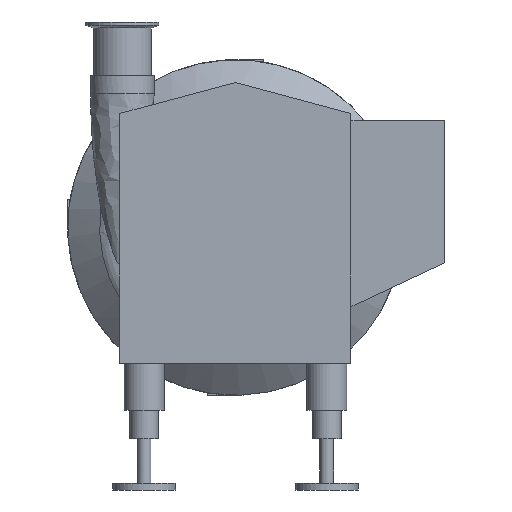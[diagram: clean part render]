
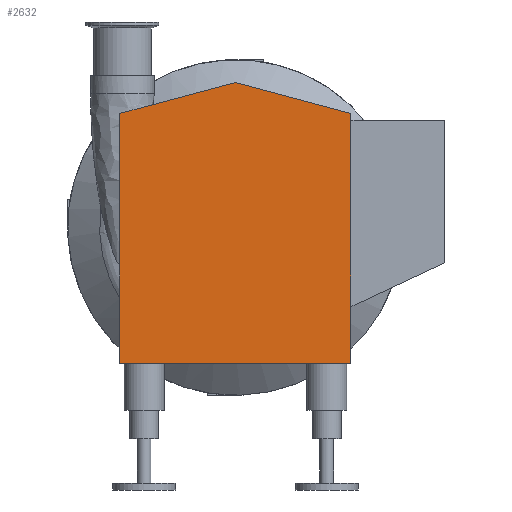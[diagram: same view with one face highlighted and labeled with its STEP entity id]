
A CAD part, left-side view. The second image highlights one B-rep face of the part: STEP entity #2632.
In plain terms, the highlighted planar face has unit normal (-1, 0, 0).
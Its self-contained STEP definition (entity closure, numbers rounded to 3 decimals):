
#389=FACE_OUTER_BOUND('',#568,.T.);
#568=EDGE_LOOP('',(#2303,#2304,#2305,#2306,#2307));
#797=LINE('',#4672,#1021);
#798=LINE('',#4674,#1022);
#799=LINE('',#4676,#1023);
#800=LINE('',#4678,#1024);
#801=LINE('',#4679,#1025);
#1021=VECTOR('',#3686,10.);
#1022=VECTOR('',#3687,10.);
#1023=VECTOR('',#3688,10.);
#1024=VECTOR('',#3689,10.);
#1025=VECTOR('',#3690,10.);
#1259=VERTEX_POINT('',#4670);
#1260=VERTEX_POINT('',#4671);
#1261=VERTEX_POINT('',#4673);
#1262=VERTEX_POINT('',#4675);
#1263=VERTEX_POINT('',#4677);
#1616=EDGE_CURVE('',#1259,#1260,#797,.T.);
#1617=EDGE_CURVE('',#1261,#1259,#798,.T.);
#1618=EDGE_CURVE('',#1262,#1261,#799,.T.);
#1619=EDGE_CURVE('',#1263,#1262,#800,.T.);
#1620=EDGE_CURVE('',#1260,#1263,#801,.T.);
#2303=ORIENTED_EDGE('',*,*,#1616,.F.);
#2304=ORIENTED_EDGE('',*,*,#1617,.F.);
#2305=ORIENTED_EDGE('',*,*,#1618,.F.);
#2306=ORIENTED_EDGE('',*,*,#1619,.F.);
#2307=ORIENTED_EDGE('',*,*,#1620,.F.);
#2476=PLANE('',#2935);
#2632=ADVANCED_FACE('',(#389),#2476,.F.);
#2935=AXIS2_PLACEMENT_3D('',#4669,#3684,#3685);
#3684=DIRECTION('center_axis',(1.,0.,0.));
#3685=DIRECTION('ref_axis',(0.,0.,-1.));
#3686=DIRECTION('',(0.,0.,-1.));
#3687=DIRECTION('',(0.,-0.966,-0.259));
#3688=DIRECTION('',(0.,-0.966,0.259));
#3689=DIRECTION('',(0.,0.,1.));
#3690=DIRECTION('',(0.,1.,0.));
#4669=CARTESIAN_POINT('Origin',(-335.5,0.,-5.295));
#4670=CARTESIAN_POINT('',(-335.5,-101.2,99.884));
#4671=CARTESIAN_POINT('',(-335.5,-101.2,-119.));
#4672=CARTESIAN_POINT('',(-335.5,-101.2,99.884));
#4673=CARTESIAN_POINT('',(-335.5,0.,127.));
#4674=CARTESIAN_POINT('',(-335.5,0.,127.));
#4675=CARTESIAN_POINT('',(-335.5,101.2,99.884));
#4676=CARTESIAN_POINT('',(-335.5,101.2,99.884));
#4677=CARTESIAN_POINT('',(-335.5,101.2,-119.));
#4678=CARTESIAN_POINT('',(-335.5,101.2,-119.));
#4679=CARTESIAN_POINT('',(-335.5,-101.2,-119.));
